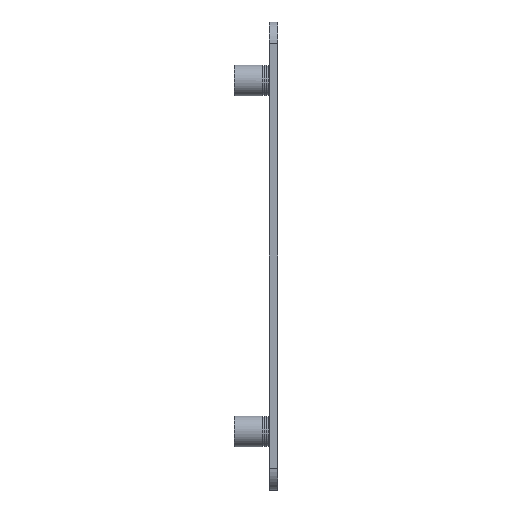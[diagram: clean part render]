
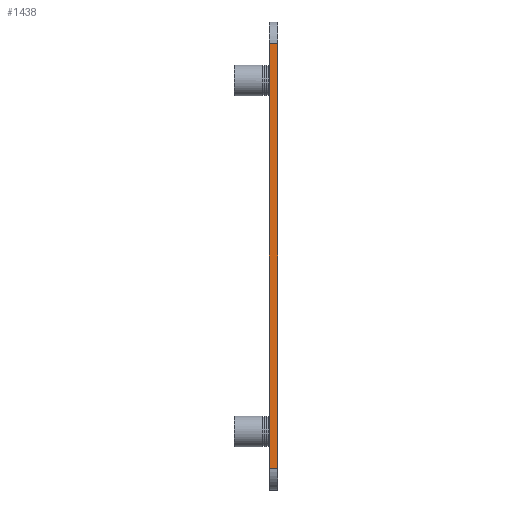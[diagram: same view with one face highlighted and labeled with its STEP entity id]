
A CAD part, left-side view. The second image highlights one B-rep face of the part: STEP entity #1438.
In plain terms, the highlighted planar face has unit normal (-1, 0, 0).
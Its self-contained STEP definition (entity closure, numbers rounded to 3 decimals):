
#254=FACE_OUTER_BOUND('',#333,.T.);
#333=EDGE_LOOP('',(#1139,#1140,#1141,#1142));
#466=LINE('',#2419,#578);
#467=LINE('',#2422,#579);
#468=LINE('',#2424,#580);
#469=LINE('',#2425,#581);
#578=VECTOR('',#1973,10.);
#579=VECTOR('',#1976,10.);
#580=VECTOR('',#1977,10.);
#581=VECTOR('',#1978,10.);
#710=VERTEX_POINT('',#2415);
#711=VERTEX_POINT('',#2417);
#712=VERTEX_POINT('',#2421);
#713=VERTEX_POINT('',#2423);
#891=EDGE_CURVE('',#710,#711,#466,.T.);
#892=EDGE_CURVE('',#712,#710,#467,.T.);
#893=EDGE_CURVE('',#713,#711,#468,.T.);
#894=EDGE_CURVE('',#712,#713,#469,.T.);
#1139=ORIENTED_EDGE('',*,*,#892,.T.);
#1140=ORIENTED_EDGE('',*,*,#891,.T.);
#1141=ORIENTED_EDGE('',*,*,#893,.F.);
#1142=ORIENTED_EDGE('',*,*,#894,.F.);
#1372=PLANE('',#1610);
#1438=ADVANCED_FACE('',(#254),#1372,.T.);
#1610=AXIS2_PLACEMENT_3D('',#2420,#1974,#1975);
#1973=DIRECTION('',(0.,1.,0.));
#1974=DIRECTION('center_axis',(-1.,0.,0.));
#1975=DIRECTION('ref_axis',(0.,0.,1.));
#1976=DIRECTION('',(0.,0.,1.));
#1977=DIRECTION('',(0.,0.,1.));
#1978=DIRECTION('',(0.,1.,0.));
#2415=CARTESIAN_POINT('',(-52.,0.,29.));
#2417=CARTESIAN_POINT('',(-52.,1.2,29.));
#2419=CARTESIAN_POINT('',(-52.,0.,29.));
#2420=CARTESIAN_POINT('Origin',(-52.,0.,-29.));
#2421=CARTESIAN_POINT('',(-52.,0.,-29.));
#2422=CARTESIAN_POINT('',(-52.,0.,-29.));
#2423=CARTESIAN_POINT('',(-52.,1.2,-29.));
#2424=CARTESIAN_POINT('',(-52.,1.2,-29.));
#2425=CARTESIAN_POINT('',(-52.,0.,-29.));
